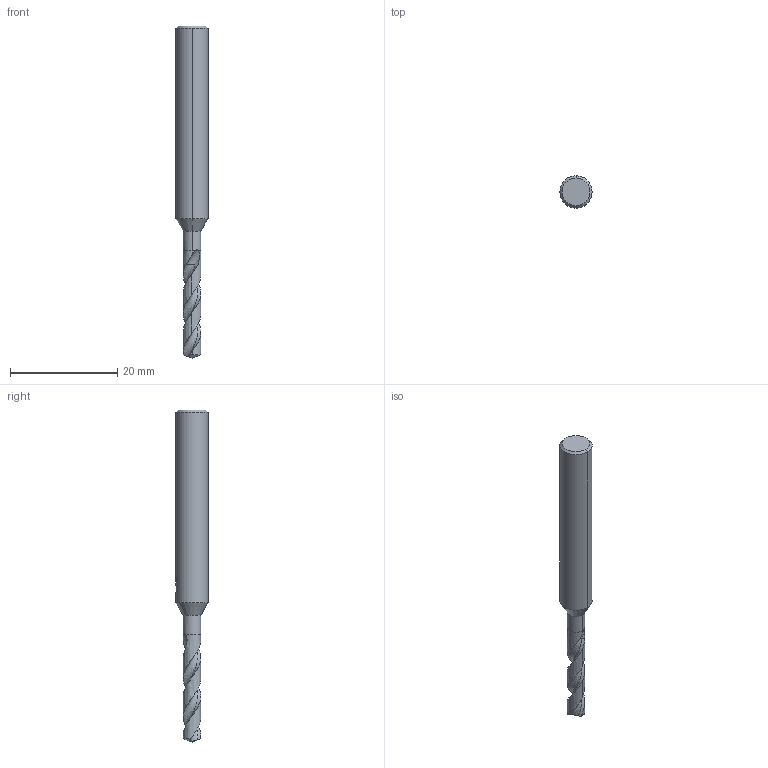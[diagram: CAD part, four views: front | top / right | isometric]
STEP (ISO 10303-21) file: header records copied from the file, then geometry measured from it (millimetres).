
FILE_DESCRIPTION(('no description'),'unknown implementation level');
FILE_NAME('solidHxW5yr5FvdoHeFqZYy4KJGNpSlA_1.STP',' ',('CIMSOURCE GmbH'),('CADClick - KiM GmbH - www.kimweb.de'),'unknown preprocess','ACIS','unknown authorization');
FILE_SCHEMA(('automotive_design'));
Length unit declared in the file: millimetre
Products named in the file (2): 1; 2
Bounding box: 6 x 6 x 62 mm (x, y, z)
Volume: 1190 mm3; surface area: 1027.7 mm2
Topology: 2 solids, 2 shells, 46 faces, 121 edges, 77 vertices
Faces by surface type: cone 16, cylinder 12, plane 8, revolution 6, bspline 4
Entity records: 5919 total; most frequent: CARTESIAN_POINT 3471, STYLED_ITEM 244, PRESENTATION_STYLE_ASSIGNMENT 244, COLOUR_RGB 244, ORIENTED_EDGE 238, DIRECTION 191, EDGE_CURVE 119, CURVE_STYLE 119
